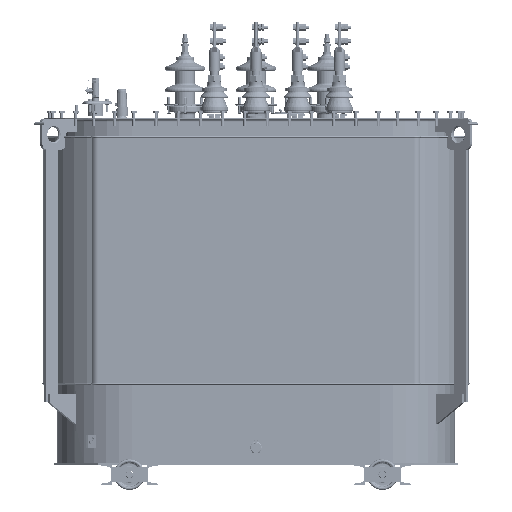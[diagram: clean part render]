
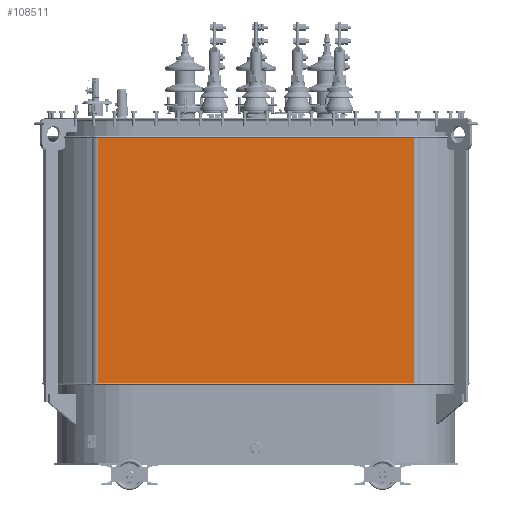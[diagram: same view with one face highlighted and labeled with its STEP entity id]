
A CAD part, front view. The second image highlights one B-rep face of the part: STEP entity #108511.
In plain terms, the highlighted planar face has unit normal (0, -1, 0).
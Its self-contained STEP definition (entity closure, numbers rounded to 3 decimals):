
#11152=LINE('',#198688,#18042);
#11153=LINE('',#198691,#18043);
#11154=LINE('',#198693,#18044);
#11155=LINE('',#198694,#18045);
#18042=VECTOR('',#145235,800.);
#18043=VECTOR('',#145238,1026.212);
#18044=VECTOR('',#145239,1026.212);
#18045=VECTOR('',#145240,800.);
#21373=PLANE('',#118569);
#34178=FACE_OUTER_BOUND('',#42834,.T.);
#42834=EDGE_LOOP('',(#95453,#95454,#95455,#95456));
#53720=VERTEX_POINT('',#198684);
#53721=VERTEX_POINT('',#198686);
#53722=VERTEX_POINT('',#198690);
#53723=VERTEX_POINT('',#198692);
#67614=EDGE_CURVE('',#53720,#53721,#11152,.T.);
#67615=EDGE_CURVE('',#53720,#53722,#11153,.T.);
#67616=EDGE_CURVE('',#53723,#53721,#11154,.T.);
#67617=EDGE_CURVE('',#53722,#53723,#11155,.T.);
#95453=ORIENTED_EDGE('',*,*,#67615,.F.);
#95454=ORIENTED_EDGE('',*,*,#67614,.T.);
#95455=ORIENTED_EDGE('',*,*,#67616,.F.);
#95456=ORIENTED_EDGE('',*,*,#67617,.F.);
#108511=ADVANCED_FACE('',(#34178),#21373,.T.);
#118569=AXIS2_PLACEMENT_3D('',#198689,#145236,#145237);
#145235=DIRECTION('',(0.,0.,1.));
#145236=DIRECTION('center_axis',(0.,-1.,0.));
#145237=DIRECTION('ref_axis',(1.,0.,0.));
#145238=DIRECTION('',(-1.,0.,0.));
#145239=DIRECTION('',(1.,0.,0.));
#145240=DIRECTION('',(0.,0.,1.));
#198684=CARTESIAN_POINT('',(513.106,-459.2,262.));
#198686=CARTESIAN_POINT('',(513.106,-459.2,1062.));
#198688=CARTESIAN_POINT('',(513.106,-459.2,262.));
#198689=CARTESIAN_POINT('Origin',(-513.106,-459.2,262.));
#198690=CARTESIAN_POINT('',(-513.106,-459.2,262.));
#198691=CARTESIAN_POINT('',(513.106,-459.2,262.));
#198692=CARTESIAN_POINT('',(-513.106,-459.2,1062.));
#198693=CARTESIAN_POINT('',(0.,-459.2,1062.));
#198694=CARTESIAN_POINT('',(-513.106,-459.2,262.));
